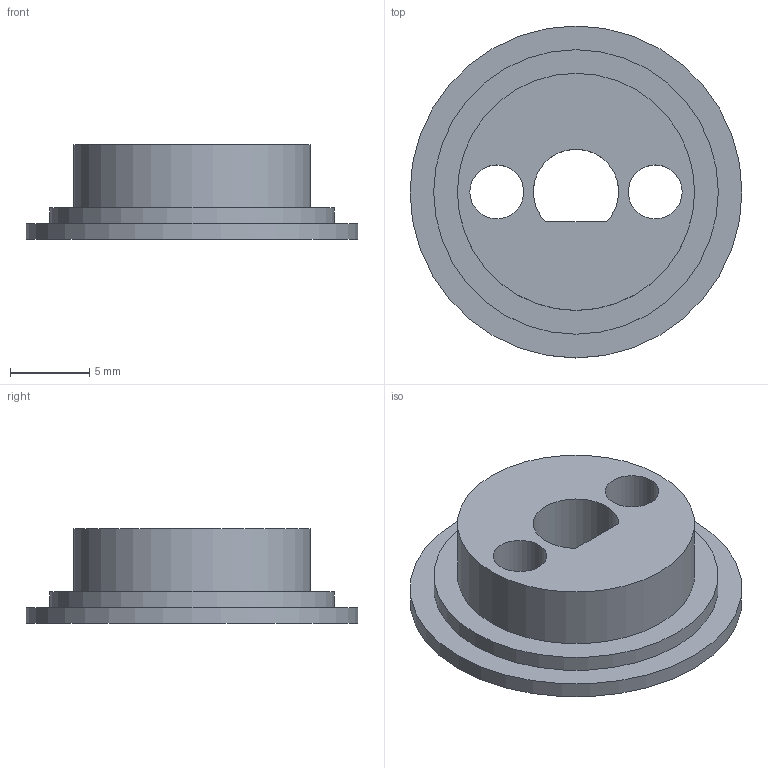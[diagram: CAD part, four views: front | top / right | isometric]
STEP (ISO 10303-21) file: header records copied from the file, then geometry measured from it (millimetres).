
FILE_DESCRIPTION(/* description */ ('STEP AP242','CAx-IF Rec.Pracs.---Representation and Presentation of Product Manufacturing Information (PMI)---4.0---2014-10-13','CAx-IF Rec.Pracs.---3D Tessellated Geometry---0.4---2014-09-14','2;1'),/* implementation_level */ '2;1');
FILE_NAME(/* name */ '65d8d6803d8d1747465add3e',/* time_stamp */ '2024-02-23T17:31:44Z',/* author */ (''),/* organization */ (''),/* preprocessor_version */ 'ST-DEVELOPER v19.4',/* originating_system */ ' ',/* authorisation */ ' ');
FILE_SCHEMA (('AP242_MANAGED_MODEL_BASED_3D_ENGINEERING_MIM_LF { 1 0 10303 442 1 1 4 }'));
Length unit declared in the file: metre
Products named in the file (1): Output Hub
Bounding box: 21 x 21 x 6 mm (x, y, z)
Volume: 1074 mm3; surface area: 1153.2 mm2
Topology: 1 solids, 1 shells, 11 faces, 21 edges, 14 vertices
Faces by surface type: cylinder 6, plane 5
Full cylindrical faces by diameter (mm): 3.4 x2, 15 x1, 18 x1, 21 x1
Entity records: 296 total; most frequent: DIRECTION 52, CARTESIAN_POINT 42, ORIENTED_EDGE 32, EDGE_LOOP 24, FACE_BOUND 24, AXIS2_PLACEMENT_3D 24, EDGE_CURVE 16, VERTEX_POINT 14
